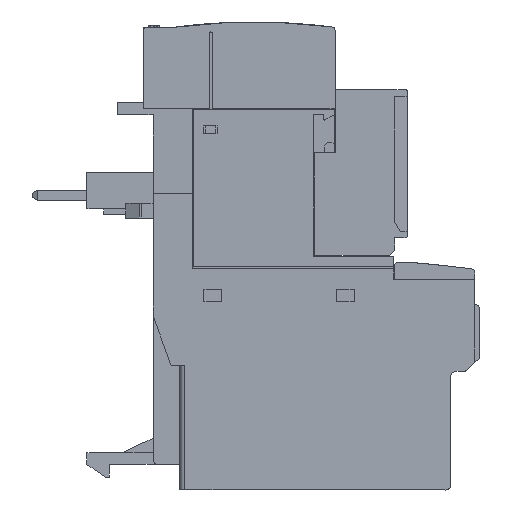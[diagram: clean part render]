
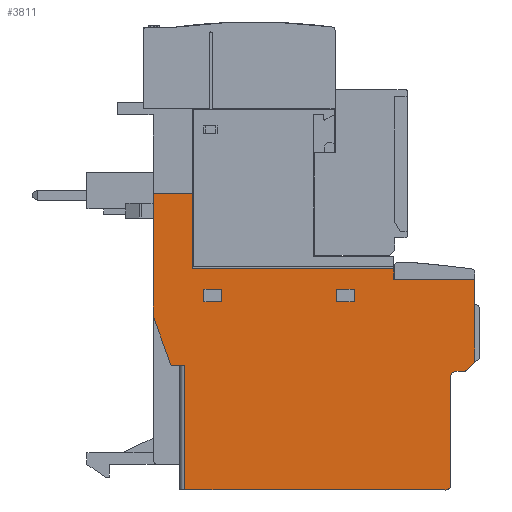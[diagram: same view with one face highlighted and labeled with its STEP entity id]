
A CAD part, left-side view. The second image highlights one B-rep face of the part: STEP entity #3811.
In plain terms, the highlighted planar face has unit normal (-1, 0, 0).
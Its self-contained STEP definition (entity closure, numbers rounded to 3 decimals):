
#3811=ADVANCED_FACE('',(#7712,#7713,#7714),#7715,.T.);
#7712=FACE_OUTER_BOUND('',#11617,.T.);
#7713=FACE_BOUND('',#11618,.T.);
#7714=FACE_BOUND('',#11619,.T.);
#7715=PLANE('',#11620);
#11617=EDGE_LOOP('',(#23846,#23847,#23848,#23849,#23850,#23851,#23852,#23853,#23854,#23855,#23856,#23857,#23858,#23859,#23860,#23861,#23862,#23863,#23864,#23865));
#11618=EDGE_LOOP('',(#23866,#23867,#23868,#23869));
#11619=EDGE_LOOP('',(#23870,#23871,#23872,#23873));
#11620=AXIS2_PLACEMENT_3D('',#23874,#23875,#23876);
#23846=ORIENTED_EDGE('',*,*,#28833,.F.);
#23847=ORIENTED_EDGE('',*,*,#28834,.F.);
#23848=ORIENTED_EDGE('',*,*,#28835,.F.);
#23849=ORIENTED_EDGE('',*,*,#28836,.F.);
#23850=ORIENTED_EDGE('',*,*,#27977,.F.);
#23851=ORIENTED_EDGE('',*,*,#28453,.F.);
#23852=ORIENTED_EDGE('',*,*,#28825,.T.);
#23853=ORIENTED_EDGE('',*,*,#28829,.T.);
#23854=ORIENTED_EDGE('',*,*,#28656,.T.);
#23855=ORIENTED_EDGE('',*,*,#28644,.T.);
#23856=ORIENTED_EDGE('',*,*,#28648,.F.);
#23857=ORIENTED_EDGE('',*,*,#28837,.T.);
#23858=ORIENTED_EDGE('',*,*,#28838,.F.);
#23859=ORIENTED_EDGE('',*,*,#28839,.F.);
#23860=ORIENTED_EDGE('',*,*,#28840,.F.);
#23861=ORIENTED_EDGE('',*,*,#28841,.T.);
#23862=ORIENTED_EDGE('',*,*,#28842,.F.);
#23863=ORIENTED_EDGE('',*,*,#28843,.T.);
#23864=ORIENTED_EDGE('',*,*,#28388,.F.);
#23865=ORIENTED_EDGE('',*,*,#24462,.T.);
#23866=ORIENTED_EDGE('',*,*,#28784,.T.);
#23867=ORIENTED_EDGE('',*,*,#28776,.T.);
#23868=ORIENTED_EDGE('',*,*,#28770,.T.);
#23869=ORIENTED_EDGE('',*,*,#28782,.T.);
#23870=ORIENTED_EDGE('',*,*,#28801,.T.);
#23871=ORIENTED_EDGE('',*,*,#28793,.T.);
#23872=ORIENTED_EDGE('',*,*,#28787,.T.);
#23873=ORIENTED_EDGE('',*,*,#28799,.T.);
#23874=CARTESIAN_POINT('',(0.05,36.42,26.078));
#23875=DIRECTION('',(-1.0,0.0,0.0));
#23876=DIRECTION('',(0.0,1.0,0.0));
#24462=EDGE_CURVE('',#29629,#29612,#29630,.T.);
#27977=EDGE_CURVE('',#34882,#34884,#34885,.T.);
#28388=EDGE_CURVE('',#29629,#35481,#35482,.T.);
#28453=EDGE_CURVE('',#35580,#34882,#35582,.T.);
#28644=EDGE_CURVE('',#35847,#35851,#35853,.T.);
#28648=EDGE_CURVE('',#35856,#35851,#35858,.T.);
#28656=EDGE_CURVE('',#35870,#35847,#35871,.T.);
#28770=EDGE_CURVE('',#36022,#36020,#36023,.T.);
#28776=EDGE_CURVE('',#36029,#36022,#36030,.T.);
#28782=EDGE_CURVE('',#36020,#36035,#36037,.T.);
#28784=EDGE_CURVE('',#36035,#36029,#36039,.T.);
#28787=EDGE_CURVE('',#36043,#36041,#36044,.T.);
#28793=EDGE_CURVE('',#36050,#36043,#36051,.T.);
#28799=EDGE_CURVE('',#36041,#36056,#36058,.T.);
#28801=EDGE_CURVE('',#36056,#36050,#36060,.T.);
#28825=EDGE_CURVE('',#35580,#36088,#36089,.T.);
#28829=EDGE_CURVE('',#36088,#35870,#36094,.T.);
#28833=EDGE_CURVE('',#36098,#29612,#36099,.T.);
#28834=EDGE_CURVE('',#36100,#36098,#36101,.T.);
#28835=EDGE_CURVE('',#36102,#36100,#36103,.T.);
#28836=EDGE_CURVE('',#34884,#36102,#36104,.T.);
#28837=EDGE_CURVE('',#35856,#36105,#36106,.T.);
#28838=EDGE_CURVE('',#36107,#36105,#36108,.T.);
#28839=EDGE_CURVE('',#36109,#36107,#36110,.T.);
#28840=EDGE_CURVE('',#36111,#36109,#36112,.T.);
#28841=EDGE_CURVE('',#36111,#36113,#36114,.T.);
#28842=EDGE_CURVE('',#36115,#36113,#36116,.T.);
#28843=EDGE_CURVE('',#36115,#35481,#36117,.T.);
#29612=VERTEX_POINT('',#37606);
#29629=VERTEX_POINT('',#37631);
#29630=LINE('',#37632,#37633);
#34882=VERTEX_POINT('',#45406);
#34884=VERTEX_POINT('',#45409);
#34885=LINE('',#45410,#45411);
#35481=VERTEX_POINT('',#46299);
#35482=LINE('',#46300,#46301);
#35580=VERTEX_POINT('',#46446);
#35582=LINE('',#46449,#46450);
#35847=VERTEX_POINT('',#46833);
#35851=VERTEX_POINT('',#46838);
#35853=LINE('',#46840,#46841);
#35856=VERTEX_POINT('',#46845);
#35858=LINE('',#46848,#46849);
#35870=VERTEX_POINT('',#46866);
#35871=LINE('',#46867,#46868);
#36020=VERTEX_POINT('',#47088);
#36022=VERTEX_POINT('',#47091);
#36023=LINE('',#47092,#47093);
#36029=VERTEX_POINT('',#47102);
#36030=LINE('',#47103,#47104);
#36035=VERTEX_POINT('',#47111);
#36037=LINE('',#47114,#47115);
#36039=LINE('',#47117,#47118);
#36041=VERTEX_POINT('',#47120);
#36043=VERTEX_POINT('',#47123);
#36044=LINE('',#47124,#47125);
#36050=VERTEX_POINT('',#47134);
#36051=LINE('',#47135,#47136);
#36056=VERTEX_POINT('',#47143);
#36058=LINE('',#47146,#47147);
#36060=LINE('',#47149,#47150);
#36088=VERTEX_POINT('',#47187);
#36089=CIRCLE('',#47188,1.);
#36094=LINE('',#47194,#47195);
#36098=VERTEX_POINT('',#47200);
#36099=LINE('',#47201,#47202);
#36100=VERTEX_POINT('',#47203);
#36101=LINE('',#47204,#47205);
#36102=VERTEX_POINT('',#47206);
#36103=LINE('',#47207,#47208);
#36104=LINE('',#47209,#47210);
#36105=VERTEX_POINT('',#47211);
#36106=CIRCLE('',#47212,1.);
#36107=VERTEX_POINT('',#47213);
#36108=LINE('',#47214,#47215);
#36109=VERTEX_POINT('',#47216);
#36110=CIRCLE('',#47217,1.);
#36111=VERTEX_POINT('',#47218);
#36112=LINE('',#47219,#47220);
#36113=VERTEX_POINT('',#47221);
#36114=CIRCLE('',#47222,1.);
#36115=VERTEX_POINT('',#47223);
#36116=LINE('',#47224,#47225);
#36117=CIRCLE('',#47226,1.);
#37606=CARTESIAN_POINT('',(0.05,16.7,41.));
#37631=CARTESIAN_POINT('',(0.05,1.,41.));
#37632=CARTESIAN_POINT('',(0.05,22.635,41.));
#37633=VECTOR('',#47888,1.0);
#45406=CARTESIAN_POINT('',(0.05,63.7,57.82));
#45409=CARTESIAN_POINT('',(0.05,56.05,57.82));
#45410=CARTESIAN_POINT('',(0.05,63.7,57.82));
#45411=VECTOR('',#51206,1.0);
#46299=CARTESIAN_POINT('',(0.05,1.,25.321));
#46300=CARTESIAN_POINT('',(0.05,1.,41.));
#46301=VECTOR('',#51517,1.0);
#46446=CARTESIAN_POINT('',(0.05,63.7,34.092));
#46449=CARTESIAN_POINT('',(0.05,63.7,6.));
#46450=VECTOR('',#51572,1.0);
#46833=CARTESIAN_POINT('',(0.05,57.5,24.3));
#46838=CARTESIAN_POINT('',(0.05,57.5,0.));
#46840=CARTESIAN_POINT('',(0.05,57.5,13.039));
#46841=VECTOR('',#51743,1.0);
#46845=CARTESIAN_POINT('',(0.05,6.7,0.));
#46848=CARTESIAN_POINT('',(0.05,6.7,0.0));
#46849=VECTOR('',#51746,1.0);
#46866=CARTESIAN_POINT('',(0.05,60.2,24.3));
#46867=CARTESIAN_POINT('',(0.05,47.885,24.3));
#46868=VECTOR('',#51752,1.0);
#47088=CARTESIAN_POINT('',(0.05,28.0,36.65));
#47091=CARTESIAN_POINT('',(0.05,24.5,36.65));
#47092=CARTESIAN_POINT('',(0.05,31.335,36.65));
#47093=VECTOR('',#51825,1.0);
#47102=CARTESIAN_POINT('',(0.05,24.5,39.15));
#47103=CARTESIAN_POINT('',(0.05,24.5,31.989));
#47104=VECTOR('',#51829,1.0);
#47111=CARTESIAN_POINT('',(0.05,28.0,39.15));
#47114=CARTESIAN_POINT('',(0.05,28.0,31.989));
#47115=VECTOR('',#51833,1.0);
#47117=CARTESIAN_POINT('',(0.05,31.335,39.15));
#47118=VECTOR('',#51834,1.0);
#47120=CARTESIAN_POINT('',(0.05,53.8,36.65));
#47123=CARTESIAN_POINT('',(0.05,50.3,36.65));
#47124=CARTESIAN_POINT('',(0.05,44.235,36.65));
#47125=VECTOR('',#51836,1.0);
#47134=CARTESIAN_POINT('',(0.05,50.3,39.15));
#47135=CARTESIAN_POINT('',(0.05,50.3,31.989));
#47136=VECTOR('',#51840,1.0);
#47143=CARTESIAN_POINT('',(0.05,53.8,39.15));
#47146=CARTESIAN_POINT('',(0.05,53.8,31.989));
#47147=VECTOR('',#51844,1.0);
#47149=CARTESIAN_POINT('',(0.05,44.235,39.15));
#47150=VECTOR('',#51845,1.0);
#47187=CARTESIAN_POINT('',(0.05,63.639,33.75));
#47188=AXIS2_PLACEMENT_3D('',#51864,#51865,#51866);
#47194=CARTESIAN_POINT('',(0.05,59.955,23.626));
#47195=VECTOR('',#51871,1.0);
#47200=CARTESIAN_POINT('',(0.05,16.85,41.));
#47201=CARTESIAN_POINT('',(0.05,16.85,41.));
#47202=VECTOR('',#51873,1.0);
#47203=CARTESIAN_POINT('',(0.05,16.85,43.12));
#47204=CARTESIAN_POINT('',(0.05,16.85,43.12));
#47205=VECTOR('',#51874,1.0);
#47206=CARTESIAN_POINT('',(0.05,56.05,43.12));
#47207=CARTESIAN_POINT('',(0.05,56.05,43.12));
#47208=VECTOR('',#51875,1.0);
#47209=CARTESIAN_POINT('',(0.05,56.05,57.82));
#47210=VECTOR('',#51876,1.0);
#47211=CARTESIAN_POINT('',(0.05,5.7,1.0));
#47212=AXIS2_PLACEMENT_3D('',#51877,#51878,#51879);
#47213=CARTESIAN_POINT('',(0.05,5.7,22.1));
#47214=CARTESIAN_POINT('',(0.05,5.7,22.1));
#47215=VECTOR('',#51880,1.0);
#47216=CARTESIAN_POINT('',(0.05,4.7,23.1));
#47217=AXIS2_PLACEMENT_3D('',#51881,#51882,#51883);
#47218=CARTESIAN_POINT('',(0.05,3.221,23.1));
#47219=CARTESIAN_POINT('',(0.05,3.221,23.1));
#47220=VECTOR('',#51884,1.0);
#47221=CARTESIAN_POINT('',(0.05,2.514,23.393));
#47222=AXIS2_PLACEMENT_3D('',#51885,#51886,#51887);
#47223=CARTESIAN_POINT('',(0.05,1.293,24.614));
#47224=CARTESIAN_POINT('',(0.05,1.293,24.614));
#47225=VECTOR('',#51888,1.0);
#47226=AXIS2_PLACEMENT_3D('',#51889,#51890,#51891);
#47888=DIRECTION('',(0.0,1.0,0.0));
#51206=DIRECTION('',(0.0,-1.0,0.0));
#51517=DIRECTION('',(0.0,0.0,-1.0));
#51572=DIRECTION('',(0.0,0.0,1.0));
#51743=DIRECTION('',(0.0,0.0,-1.0));
#51746=DIRECTION('',(0.0,1.,0.));
#51752=DIRECTION('',(0.0,-1.0,0.0));
#51825=DIRECTION('',(0.0,1.0,0.0));
#51829=DIRECTION('',(0.0,0.0,-1.0));
#51833=DIRECTION('',(0.0,0.0,1.0));
#51834=DIRECTION('',(0.0,-1.0,0.0));
#51836=DIRECTION('',(0.0,1.0,0.0));
#51840=DIRECTION('',(0.0,0.0,-1.0));
#51844=DIRECTION('',(0.0,0.0,1.0));
#51845=DIRECTION('',(0.0,-1.0,0.0));
#51864=CARTESIAN_POINT('',(0.05,62.7,34.092));
#51865=DIRECTION('',(-1.0,0.0,0.0));
#51866=DIRECTION('',(0.0,1.,0.));
#51871=DIRECTION('',(0.0,-0.342,-0.94));
#51873=DIRECTION('',(0.0,-1.0,0.0));
#51874=DIRECTION('',(0.0,0.0,-1.0));
#51875=DIRECTION('',(0.0,-1.,0.));
#51876=DIRECTION('',(0.0,0.0,-1.0));
#51877=CARTESIAN_POINT('',(0.05,6.7,1.));
#51878=DIRECTION('',(-1.0,-0.0,0.0));
#51879=DIRECTION('',(0.0,0.,-1.0));
#51880=DIRECTION('',(0.0,0.0,-1.0));
#51881=CARTESIAN_POINT('',(0.05,4.7,22.1));
#51882=DIRECTION('',(-1.0,0.0,0.0));
#51883=DIRECTION('',(0.0,0.,1.));
#51884=DIRECTION('',(0.0,1.0,0.0));
#51885=CARTESIAN_POINT('',(0.05,3.221,24.1));
#51886=DIRECTION('',(-1.0,0.0,0.0));
#51887=DIRECTION('',(0.0,0.,-1.));
#51888=DIRECTION('',(0.0,0.707,-0.707));
#51889=CARTESIAN_POINT('',(0.05,2.,25.321));
#51890=DIRECTION('',(-1.0,-0.0,0.0));
#51891=DIRECTION('',(0.0,-0.707,-0.707));
